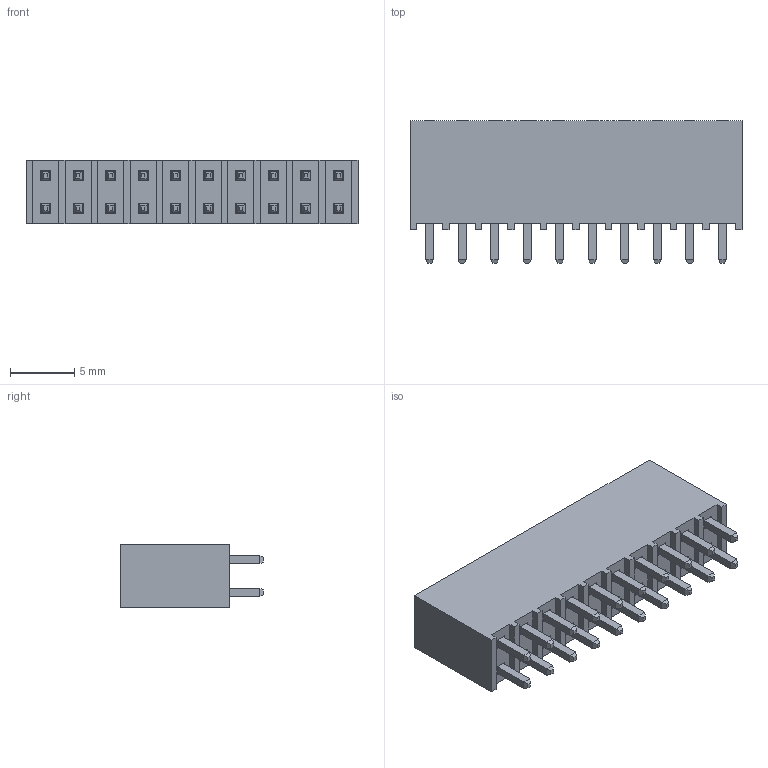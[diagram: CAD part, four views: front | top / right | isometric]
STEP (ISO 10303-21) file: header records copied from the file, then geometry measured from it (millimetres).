
FILE_DESCRIPTION( ( 'STEP AP214' ), '1' );
FILE_NAME( 'SSQ-110-01-G-D.stp', '2020-02-22T19:02:39', ( '' ), ( '' ), ' ', 'PARTsolutions', ' ' );
FILE_SCHEMA( ( 'AUTOMOTIVE_DESIGN { 1 0 10303 214 1 1 1 1 }' ) );
Length unit declared in the file: inch
Products named in the file (3): SSQ-110-01-G-D; _T1SSQ-110-01-G-D; _P2SSQ-110-01-G-D
Assembly tree (2 placements, depth 2):
  SSQ-110-01-G-D
    _T1SSQ-110-01-G-D
    _P2SSQ-110-01-G-D
Bounding box: 25.91 x 11.15 x 4.95 mm (x, y, z)
Volume: 980.4 mm3; surface area: 1648.6 mm2
Topology: 2 solids, 2 shells, 312 faces, 864 edges, 576 vertices
Faces by surface type: plane 312
Entity records: 12378 total; most frequent: CARTESIAN_POINT 1755, ORIENTED_EDGE 1728, DIRECTION 1494, EDGE_CURVE 864, LINE 864, VECTOR 864, VERTEX_POINT 576, EDGE_LOOP 372
